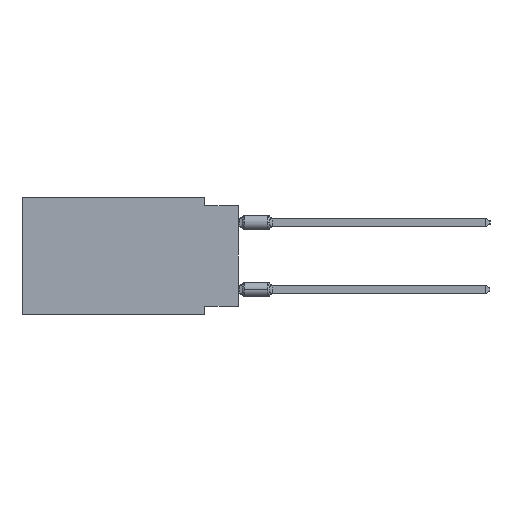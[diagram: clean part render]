
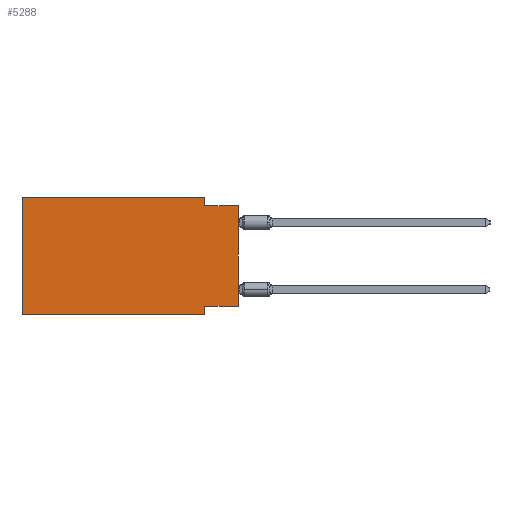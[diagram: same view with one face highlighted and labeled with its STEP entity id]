
A CAD part, left-side view. The second image highlights one B-rep face of the part: STEP entity #5288.
In plain terms, the highlighted planar face has unit normal (-1, 0, 0).
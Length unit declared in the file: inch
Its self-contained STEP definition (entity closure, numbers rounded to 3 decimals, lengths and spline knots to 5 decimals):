
#83 = ORIENTED_EDGE ( 'NONE', *, *, #42234, .F. ) ;
#1793 = ORIENTED_EDGE ( 'NONE', *, *, #25897, .T. ) ;
#2513 = VECTOR ( 'NONE', #25115, 39.37008 ) ;
#2885 = LINE ( 'NONE', #49643, #30695 ) ;
#4059 = CARTESIAN_POINT ( 'NONE',  ( 0., 0.1, 0. ) ) ;
#4221 = EDGE_CURVE ( 'NONE', #35159, #38225, #17343, .T. ) ;
#5288 = ADVANCED_FACE ( 'NONE', ( #27312 ), #40033, .F. ) ;
#6474 = VERTEX_POINT ( 'NONE', #19087 ) ;
#7813 = CARTESIAN_POINT ( 'NONE',  ( 0., 0., -0.325 ) ) ;
#8527 = EDGE_CURVE ( 'NONE', #41662, #38225, #28110, .T. ) ;
#8992 = ORIENTED_EDGE ( 'NONE', *, *, #4221, .T. ) ;
#9326 = DIRECTION ( 'NONE',  ( 0., -1., 0. ) ) ;
#10796 = VERTEX_POINT ( 'NONE', #32338 ) ;
#11340 = ORIENTED_EDGE ( 'NONE', *, *, #49733, .F. ) ;
#13514 = EDGE_CURVE ( 'NONE', #17292, #41662, #45727, .T. ) ;
#14185 = VECTOR ( 'NONE', #22965, 39.37008 ) ;
#14851 = CARTESIAN_POINT ( 'NONE',  ( 0., 0.645, 0. ) ) ;
#15517 = ORIENTED_EDGE ( 'NONE', *, *, #47456, .F. ) ;
#16415 = VERTEX_POINT ( 'NONE', #31106 ) ;
#16601 = EDGE_CURVE ( 'NONE', #35159, #10796, #30026, .T. ) ;
#16862 = ORIENTED_EDGE ( 'NONE', *, *, #13514, .F. ) ;
#17292 = VERTEX_POINT ( 'NONE', #45674 ) ;
#17343 = LINE ( 'NONE', #29542, #35481 ) ;
#17857 = LINE ( 'NONE', #34472, #23930 ) ;
#19077 = CARTESIAN_POINT ( 'NONE',  ( 0., 0., -0.025 ) ) ;
#19087 = CARTESIAN_POINT ( 'NONE',  ( 0., 0., -0.025 ) ) ;
#19316 = CARTESIAN_POINT ( 'NONE',  ( 0., 0.645, -0.35 ) ) ;
#19785 = DIRECTION ( 'NONE',  ( 0., 0., -1. ) ) ;
#20359 = CARTESIAN_POINT ( 'NONE',  ( 0., 0.645, 0. ) ) ;
#22965 = DIRECTION ( 'NONE',  ( 0., -1., 0. ) ) ;
#23930 = VECTOR ( 'NONE', #39155, 39.37008 ) ;
#25115 = DIRECTION ( 'NONE',  ( 0., 0., -1. ) ) ;
#25897 = EDGE_CURVE ( 'NONE', #17292, #6474, #2885, .T. ) ;
#26574 = LINE ( 'NONE', #19077, #14185 ) ;
#27232 = AXIS2_PLACEMENT_3D ( 'NONE', #14851, #40581, #40302 ) ;
#27305 = ORIENTED_EDGE ( 'NONE', *, *, #16601, .F. ) ;
#27312 = FACE_OUTER_BOUND ( 'NONE', #48282, .T. ) ;
#28110 = LINE ( 'NONE', #49110, #35826 ) ;
#29542 = CARTESIAN_POINT ( 'NONE',  ( 0., 0.645, -0.35 ) ) ;
#30026 = LINE ( 'NONE', #20359, #41543 ) ;
#30695 = VECTOR ( 'NONE', #36384, 39.37008 ) ;
#31106 = CARTESIAN_POINT ( 'NONE',  ( 0., 0.1, 0. ) ) ;
#31453 = VECTOR ( 'NONE', #37401, 39.37008 ) ;
#32230 = CARTESIAN_POINT ( 'NONE',  ( 0., 0.1, -0.325 ) ) ;
#32338 = CARTESIAN_POINT ( 'NONE',  ( 0., 0.645, 0. ) ) ;
#33429 = LINE ( 'NONE', #4059, #2513 ) ;
#34472 = CARTESIAN_POINT ( 'NONE',  ( 0., 0.645, 0. ) ) ;
#35159 = VERTEX_POINT ( 'NONE', #19316 ) ;
#35481 = VECTOR ( 'NONE', #9326, 39.37008 ) ;
#35826 = VECTOR ( 'NONE', #19785, 39.37008 ) ;
#36384 = DIRECTION ( 'NONE',  ( 0., 0., 1. ) ) ;
#36732 = VERTEX_POINT ( 'NONE', #39053 ) ;
#37401 = DIRECTION ( 'NONE',  ( 0., 1., 0. ) ) ;
#38225 = VERTEX_POINT ( 'NONE', #47059 ) ;
#39053 = CARTESIAN_POINT ( 'NONE',  ( 0., 0.1, -0.025 ) ) ;
#39155 = DIRECTION ( 'NONE',  ( 0., -1., 0. ) ) ;
#40033 = PLANE ( 'NONE',  #27232 ) ;
#40302 = DIRECTION ( 'NONE',  ( 0., 0., -1. ) ) ;
#40581 = DIRECTION ( 'NONE',  ( 1., 0., 0. ) ) ;
#41543 = VECTOR ( 'NONE', #54359, 39.37008 ) ;
#41662 = VERTEX_POINT ( 'NONE', #32230 ) ;
#42234 = EDGE_CURVE ( 'NONE', #10796, #16415, #17857, .T. ) ;
#45674 = CARTESIAN_POINT ( 'NONE',  ( 0., 0., -0.325 ) ) ;
#45727 = LINE ( 'NONE', #7813, #31453 ) ;
#45910 = ORIENTED_EDGE ( 'NONE', *, *, #8527, .F. ) ;
#47059 = CARTESIAN_POINT ( 'NONE',  ( 0., 0.1, -0.35 ) ) ;
#47456 = EDGE_CURVE ( 'NONE', #16415, #36732, #33429, .T. ) ;
#48282 = EDGE_LOOP ( 'NONE', ( #1793, #11340, #15517, #83, #27305, #8992, #45910, #16862 ) ) ;
#49110 = CARTESIAN_POINT ( 'NONE',  ( 0., 0.1, -0.35 ) ) ;
#49643 = CARTESIAN_POINT ( 'NONE',  ( 0., 0., 0. ) ) ;
#49733 = EDGE_CURVE ( 'NONE', #36732, #6474, #26574, .T. ) ;
#54359 = DIRECTION ( 'NONE',  ( 0., 0., 1. ) ) ;
